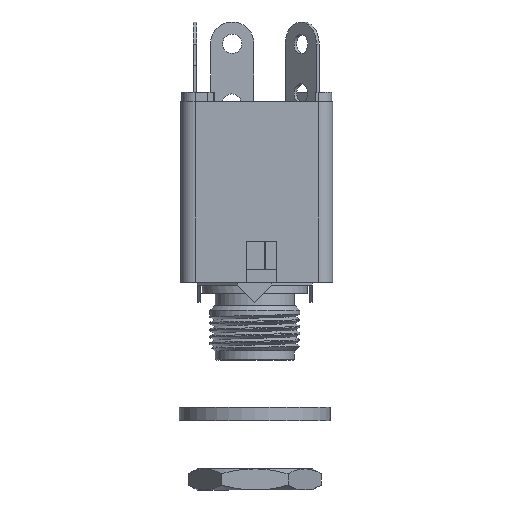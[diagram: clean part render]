
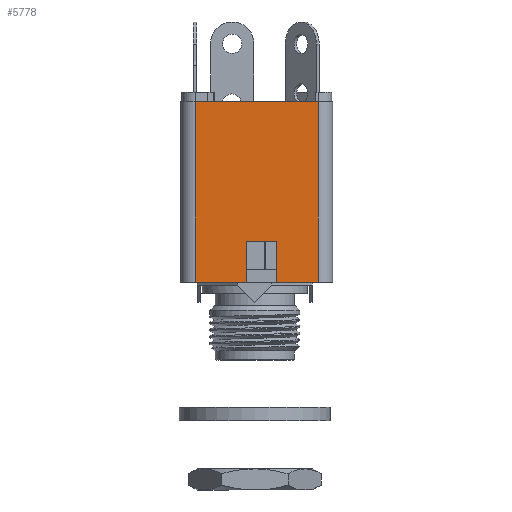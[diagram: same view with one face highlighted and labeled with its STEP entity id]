
A CAD part, left-side view. The second image highlights one B-rep face of the part: STEP entity #5778.
In plain terms, the highlighted planar face has unit normal (-1, 0, 0).
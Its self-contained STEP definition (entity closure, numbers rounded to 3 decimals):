
#178=CARTESIAN_POINT('',(-7.9,6.417,0.0));
#179=VERTEX_POINT('',#178);
#187=CARTESIAN_POINT('',(-7.9,-6.383,0.0));
#188=VERTEX_POINT('',#187);
#189=CARTESIAN_POINT('',(-7.9,-6.383,0.0));
#190=DIRECTION('',(0.0,1.0,0.0));
#191=VECTOR('',#190,12.8);
#192=LINE('',#189,#191);
#193=EDGE_CURVE('',#188,#179,#192,.T.);
#915=CARTESIAN_POINT('',(-7.9,-2.083,-14.6));
#916=VERTEX_POINT('',#915);
#923=CARTESIAN_POINT('',(-7.9,1.117,-14.6));
#924=VERTEX_POINT('',#923);
#925=CARTESIAN_POINT('',(-7.9,1.117,-14.6));
#926=DIRECTION('',(0.0,-1.0,0.0));
#927=VECTOR('',#926,3.2);
#928=LINE('',#925,#927);
#929=EDGE_CURVE('',#924,#916,#928,.T.);
#1241=CARTESIAN_POINT('',(-7.9,-6.383,-18.8));
#1242=VERTEX_POINT('',#1241);
#1250=CARTESIAN_POINT('',(-7.9,-2.083,-18.8));
#1251=VERTEX_POINT('',#1250);
#1252=CARTESIAN_POINT('',(-7.9,-6.383,-18.8));
#1253=DIRECTION('',(0.0,1.0,0.0));
#1254=VECTOR('',#1253,4.3);
#1255=LINE('',#1252,#1254);
#1256=EDGE_CURVE('',#1242,#1251,#1255,.T.);
#1274=CARTESIAN_POINT('',(-7.9,1.117,-18.8));
#1275=VERTEX_POINT('',#1274);
#1282=CARTESIAN_POINT('',(-7.9,6.417,-18.8));
#1283=VERTEX_POINT('',#1282);
#1284=CARTESIAN_POINT('',(-7.9,1.117,-18.8));
#1285=DIRECTION('',(0.0,1.0,0.0));
#1286=VECTOR('',#1285,5.3);
#1287=LINE('',#1284,#1286);
#1288=EDGE_CURVE('',#1275,#1283,#1287,.T.);
#5732=CARTESIAN_POINT('',(-7.9,1.117,-18.8));
#5733=DIRECTION('',(0.0,0.0,1.0));
#5734=VECTOR('',#5733,4.2);
#5735=LINE('',#5732,#5734);
#5736=EDGE_CURVE('',#1275,#924,#5735,.T.);
#5748=CARTESIAN_POINT('',(-7.9,6.417,0.0));
#5749=DIRECTION('',(-1.0,0.0,0.0));
#5750=DIRECTION('',(0.0,0.0,1.0));
#5751=AXIS2_PLACEMENT_3D('',#5748,#5749,#5750);
#5752=PLANE('',#5751);
#5753=ORIENTED_EDGE('',*,*,#929,.T.);
#5754=CARTESIAN_POINT('',(-7.9,-2.083,-18.8));
#5755=DIRECTION('',(0.0,0.0,1.0));
#5756=VECTOR('',#5755,4.2);
#5757=LINE('',#5754,#5756);
#5758=EDGE_CURVE('',#1251,#916,#5757,.T.);
#5759=ORIENTED_EDGE('',*,*,#5758,.F.);
#5760=ORIENTED_EDGE('',*,*,#1256,.F.);
#5761=CARTESIAN_POINT('',(-7.9,-6.383,-18.8));
#5762=DIRECTION('',(0.0,0.0,1.0));
#5763=VECTOR('',#5762,18.8);
#5764=LINE('',#5761,#5763);
#5765=EDGE_CURVE('',#1242,#188,#5764,.T.);
#5766=ORIENTED_EDGE('',*,*,#5765,.T.);
#5767=ORIENTED_EDGE('',*,*,#193,.T.);
#5768=CARTESIAN_POINT('',(-7.9,6.417,-18.8));
#5769=DIRECTION('',(0.0,0.0,1.0));
#5770=VECTOR('',#5769,18.8);
#5771=LINE('',#5768,#5770);
#5772=EDGE_CURVE('',#1283,#179,#5771,.T.);
#5773=ORIENTED_EDGE('',*,*,#5772,.F.);
#5774=ORIENTED_EDGE('',*,*,#1288,.F.);
#5775=ORIENTED_EDGE('',*,*,#5736,.T.);
#5776=EDGE_LOOP('',(#5753,#5759,#5760,#5766,#5767,#5773,#5774,#5775));
#5777=FACE_OUTER_BOUND('',#5776,.T.);
#5778=ADVANCED_FACE('',(#5777),#5752,.T.);
